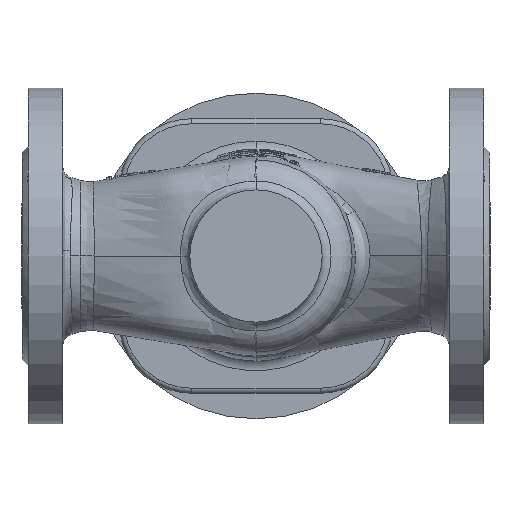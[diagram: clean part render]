
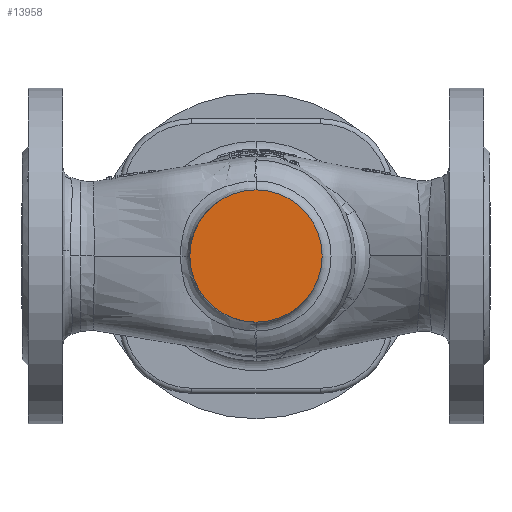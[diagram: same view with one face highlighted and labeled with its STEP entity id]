
A CAD part, front view. The second image highlights one B-rep face of the part: STEP entity #13958.
In plain terms, the highlighted planar face has unit normal (0, -1, 0).
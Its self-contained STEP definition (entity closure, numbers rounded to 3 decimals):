
#835 = DIRECTION ( 'NONE',  ( 0., -1., 0. ) ) ;
#7501 = CARTESIAN_POINT ( 'NONE',  ( 0., -75., 0. ) ) ;
#13958 = ADVANCED_FACE ( 'NONE', ( #183290 ), #110962, .T. ) ;
#21994 = DIRECTION ( 'NONE',  ( 0., 0., -1. ) ) ;
#24501 = CIRCLE ( 'NONE', #33431, 32.5 ) ;
#33431 = AXIS2_PLACEMENT_3D ( 'NONE', #7501, #108115, #21994 ) ;
#41178 = DIRECTION ( 'NONE',  ( 0., 0., -1. ) ) ;
#55700 = ORIENTED_EDGE ( 'NONE', *, *, #58003, .T. ) ;
#58003 = EDGE_CURVE ( 'NONE', #143736, #68834, #24501, .T. ) ;
#68834 = VERTEX_POINT ( 'NONE', #97416 ) ;
#86990 = CARTESIAN_POINT ( 'NONE',  ( 0., -75., 0. ) ) ;
#97416 = CARTESIAN_POINT ( 'NONE',  ( 0., -75., 32.5 ) ) ;
#101423 = DIRECTION ( 'NONE',  ( 0., 0., -1. ) ) ;
#108115 = DIRECTION ( 'NONE',  ( 0., -1., 0. ) ) ;
#110962 = PLANE ( 'NONE',  #150718 ) ;
#114747 = EDGE_CURVE ( 'NONE', #68834, #143736, #174268, .T. ) ;
#126956 = AXIS2_PLACEMENT_3D ( 'NONE', #86990, #835, #101423 ) ;
#127314 = DIRECTION ( 'NONE',  ( 0., -1., 0. ) ) ;
#133875 = ORIENTED_EDGE ( 'NONE', *, *, #114747, .T. ) ;
#139294 = CARTESIAN_POINT ( 'NONE',  ( 0., -75., 0. ) ) ;
#143736 = VERTEX_POINT ( 'NONE', #159071 ) ;
#148304 = EDGE_LOOP ( 'NONE', ( #133875, #55700 ) ) ;
#150718 = AXIS2_PLACEMENT_3D ( 'NONE', #139294, #127314, #41178 ) ;
#159071 = CARTESIAN_POINT ( 'NONE',  ( 0., -75., -32.5 ) ) ;
#174268 = CIRCLE ( 'NONE', #126956, 32.5 ) ;
#183290 = FACE_OUTER_BOUND ( 'NONE', #148304, .T. ) ;
